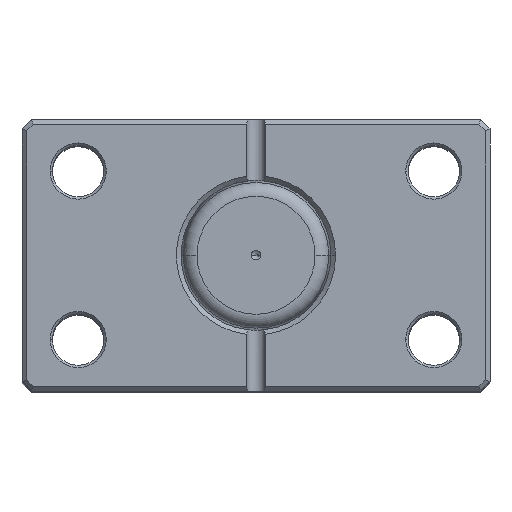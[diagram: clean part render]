
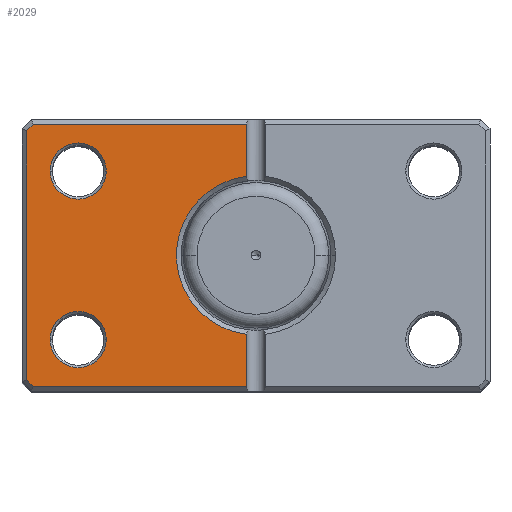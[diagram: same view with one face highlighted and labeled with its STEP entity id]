
A CAD part, top view. The second image highlights one B-rep face of the part: STEP entity #2029.
In plain terms, the highlighted face is planar.
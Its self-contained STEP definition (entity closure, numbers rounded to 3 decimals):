
#47 = CARTESIAN_POINT ( 'NONE',  ( 38., 18., 0. ) ) ;
#199 = EDGE_LOOP ( 'NONE', ( #4868, #3876 ) ) ;
#217 = DIRECTION ( 'NONE',  ( 1., 0., 0. ) ) ;
#227 = DIRECTION ( 'NONE',  ( 0., 0., 1. ) ) ;
#312 = EDGE_CURVE ( 'NONE', #1326, #4771, #4557, .T. ) ;
#342 = ORIENTED_EDGE ( 'NONE', *, *, #6336, .T. ) ;
#400 = VECTOR ( 'NONE', #5460, 1000. ) ;
#436 = CARTESIAN_POINT ( 'NONE',  ( 47.586, 28., 0. ) ) ;
#457 = CARTESIAN_POINT ( 'NONE',  ( 0., -28., 0. ) ) ;
#522 = FACE_BOUND ( 'NONE', #5917, .T. ) ;
#564 = LINE ( 'NONE', #4489, #3133 ) ;
#569 = DIRECTION ( 'NONE',  ( 1., 0., 0. ) ) ;
#625 = VERTEX_POINT ( 'NONE', #5388 ) ;
#837 = CIRCLE ( 'NONE', #3140, 17. ) ;
#842 = ORIENTED_EDGE ( 'NONE', *, *, #6064, .T. ) ;
#964 = EDGE_CURVE ( 'NONE', #5366, #3187, #3613, .T. ) ;
#1063 = CARTESIAN_POINT ( 'NONE',  ( 2., 29., 0. ) ) ;
#1088 = ORIENTED_EDGE ( 'NONE', *, *, #6347, .T. ) ;
#1164 = CARTESIAN_POINT ( 'NONE',  ( 32., -18., 0. ) ) ;
#1172 = CARTESIAN_POINT ( 'NONE',  ( 44., -18., 0. ) ) ;
#1217 = CARTESIAN_POINT ( 'NONE',  ( 2., 29., 0. ) ) ;
#1323 = ORIENTED_EDGE ( 'NONE', *, *, #6368, .T. ) ;
#1326 = VERTEX_POINT ( 'NONE', #1164 ) ;
#1421 = VECTOR ( 'NONE', #2013, 1000. ) ;
#1426 = EDGE_CURVE ( 'NONE', #2565, #625, #6284, .T. ) ;
#1648 = DIRECTION ( 'NONE',  ( 0., 0., 1. ) ) ;
#1697 = VERTEX_POINT ( 'NONE', #2585 ) ;
#1718 = CARTESIAN_POINT ( 'NONE',  ( 2., 16.882, 0. ) ) ;
#1752 = DIRECTION ( 'NONE',  ( 0., 1., 0. ) ) ;
#1770 = EDGE_CURVE ( 'NONE', #2875, #1697, #5493, .T. ) ;
#1812 = CARTESIAN_POINT ( 'NONE',  ( 2., 28., 0. ) ) ;
#1855 = AXIS2_PLACEMENT_3D ( 'NONE', #4666, #1648, #5157 ) ;
#1861 = AXIS2_PLACEMENT_3D ( 'NONE', #5134, #2158, #5636 ) ;
#1879 = FACE_OUTER_BOUND ( 'NONE', #5977, .T. ) ;
#1924 = VECTOR ( 'NONE', #3508, 1000. ) ;
#2013 = DIRECTION ( 'NONE',  ( -1., 0., 0. ) ) ;
#2029 = ADVANCED_FACE ( 'NONE', ( #2375, #522, #1879 ), #3297, .F. ) ;
#2133 = CARTESIAN_POINT ( 'NONE',  ( 49., -26.586, 0. ) ) ;
#2158 = DIRECTION ( 'NONE',  ( 0., 0., 1. ) ) ;
#2375 = FACE_BOUND ( 'NONE', #199, .T. ) ;
#2388 = CARTESIAN_POINT ( 'NONE',  ( 2., -16.882, 0. ) ) ;
#2565 = VERTEX_POINT ( 'NONE', #2133 ) ;
#2585 = CARTESIAN_POINT ( 'NONE',  ( 44., 18., 0. ) ) ;
#2632 = VERTEX_POINT ( 'NONE', #4664 ) ;
#2676 = CIRCLE ( 'NONE', #1861, 6. ) ;
#2737 = EDGE_CURVE ( 'NONE', #3240, #5366, #837, .T. ) ;
#2875 = VERTEX_POINT ( 'NONE', #4904 ) ;
#2979 = LINE ( 'NONE', #457, #1421 ) ;
#3005 = CARTESIAN_POINT ( 'NONE',  ( 0., 28., 0. ) ) ;
#3133 = VECTOR ( 'NONE', #4980, 1000. ) ;
#3140 = AXIS2_PLACEMENT_3D ( 'NONE', #3305, #227, #3818 ) ;
#3187 = VERTEX_POINT ( 'NONE', #1812 ) ;
#3240 = VERTEX_POINT ( 'NONE', #2388 ) ;
#3287 = LINE ( 'NONE', #6472, #400 ) ;
#3297 = PLANE ( 'NONE',  #3598 ) ;
#3305 = CARTESIAN_POINT ( 'NONE',  ( 0., 0., 0. ) ) ;
#3422 = ORIENTED_EDGE ( 'NONE', *, *, #964, .T. ) ;
#3508 = DIRECTION ( 'NONE',  ( 1., 0., 0. ) ) ;
#3586 = ORIENTED_EDGE ( 'NONE', *, *, #6325, .T. ) ;
#3598 = AXIS2_PLACEMENT_3D ( 'NONE', #5749, #4282, #217 ) ;
#3613 = LINE ( 'NONE', #1063, #6074 ) ;
#3641 = DIRECTION ( 'NONE',  ( 0., 0., 1. ) ) ;
#3727 = AXIS2_PLACEMENT_3D ( 'NONE', #47, #3641, #569 ) ;
#3751 = ORIENTED_EDGE ( 'NONE', *, *, #6173, .T. ) ;
#3789 = VERTEX_POINT ( 'NONE', #436 ) ;
#3818 = DIRECTION ( 'NONE',  ( 1., 0., 0. ) ) ;
#3876 = ORIENTED_EDGE ( 'NONE', *, *, #6054, .T. ) ;
#4282 = DIRECTION ( 'NONE',  ( 0., 0., 1. ) ) ;
#4489 = CARTESIAN_POINT ( 'NONE',  ( 37.793, 37.793, 0. ) ) ;
#4557 = CIRCLE ( 'NONE', #4747, 6. ) ;
#4587 = CARTESIAN_POINT ( 'NONE',  ( 37.793, -37.793, 0. ) ) ;
#4664 = CARTESIAN_POINT ( 'NONE',  ( 49., 26.586, 0. ) ) ;
#4666 = CARTESIAN_POINT ( 'NONE',  ( 38., 18., 0. ) ) ;
#4747 = AXIS2_PLACEMENT_3D ( 'NONE', #5361, #5480, #4931 ) ;
#4771 = VERTEX_POINT ( 'NONE', #1172 ) ;
#4811 = VECTOR ( 'NONE', #6042, 1000. ) ;
#4868 = ORIENTED_EDGE ( 'NONE', *, *, #312, .T. ) ;
#4904 = CARTESIAN_POINT ( 'NONE',  ( 32., 18., 0. ) ) ;
#4931 = DIRECTION ( 'NONE',  ( 1., 0., 0. ) ) ;
#4980 = DIRECTION ( 'NONE',  ( 0.707, -0.707, 0. ) ) ;
#5134 = CARTESIAN_POINT ( 'NONE',  ( 38., -18., 0. ) ) ;
#5157 = DIRECTION ( 'NONE',  ( 1., 0., 0. ) ) ;
#5251 = ORIENTED_EDGE ( 'NONE', *, *, #1770, .T. ) ;
#5361 = CARTESIAN_POINT ( 'NONE',  ( 38., -18., 0. ) ) ;
#5366 = VERTEX_POINT ( 'NONE', #1718 ) ;
#5388 = CARTESIAN_POINT ( 'NONE',  ( 47.586, -28., 0. ) ) ;
#5460 = DIRECTION ( 'NONE',  ( 0., -1., 0. ) ) ;
#5480 = DIRECTION ( 'NONE',  ( 0., 0., 1. ) ) ;
#5493 = CIRCLE ( 'NONE', #3727, 6. ) ;
#5591 = CARTESIAN_POINT ( 'NONE',  ( 2., -28., 0. ) ) ;
#5636 = DIRECTION ( 'NONE',  ( 1., 0., 0. ) ) ;
#5668 = VERTEX_POINT ( 'NONE', #5591 ) ;
#5669 = ORIENTED_EDGE ( 'NONE', *, *, #1426, .T. ) ;
#5679 = VECTOR ( 'NONE', #1752, 1000. ) ;
#5749 = CARTESIAN_POINT ( 'NONE',  ( 0., 0., 0. ) ) ;
#5840 = LINE ( 'NONE', #1217, #5679 ) ;
#5917 = EDGE_LOOP ( 'NONE', ( #5251, #842 ) ) ;
#5922 = LINE ( 'NONE', #3005, #1924 ) ;
#5977 = EDGE_LOOP ( 'NONE', ( #3751, #6525, #3422, #3586, #342, #1088, #5669, #1323 ) ) ;
#6042 = DIRECTION ( 'NONE',  ( -0.707, -0.707, 0. ) ) ;
#6054 = EDGE_CURVE ( 'NONE', #4771, #1326, #2676, .T. ) ;
#6064 = EDGE_CURVE ( 'NONE', #1697, #2875, #6476, .T. ) ;
#6074 = VECTOR ( 'NONE', #6543, 1000. ) ;
#6173 = EDGE_CURVE ( 'NONE', #5668, #3240, #5840, .T. ) ;
#6284 = LINE ( 'NONE', #4587, #4811 ) ;
#6325 = EDGE_CURVE ( 'NONE', #3187, #3789, #5922, .T. ) ;
#6336 = EDGE_CURVE ( 'NONE', #3789, #2632, #564, .T. ) ;
#6347 = EDGE_CURVE ( 'NONE', #2632, #2565, #3287, .T. ) ;
#6368 = EDGE_CURVE ( 'NONE', #625, #5668, #2979, .T. ) ;
#6472 = CARTESIAN_POINT ( 'NONE',  ( 49., 0., 0. ) ) ;
#6476 = CIRCLE ( 'NONE', #1855, 6. ) ;
#6525 = ORIENTED_EDGE ( 'NONE', *, *, #2737, .T. ) ;
#6543 = DIRECTION ( 'NONE',  ( 0., 1., 0. ) ) ;
